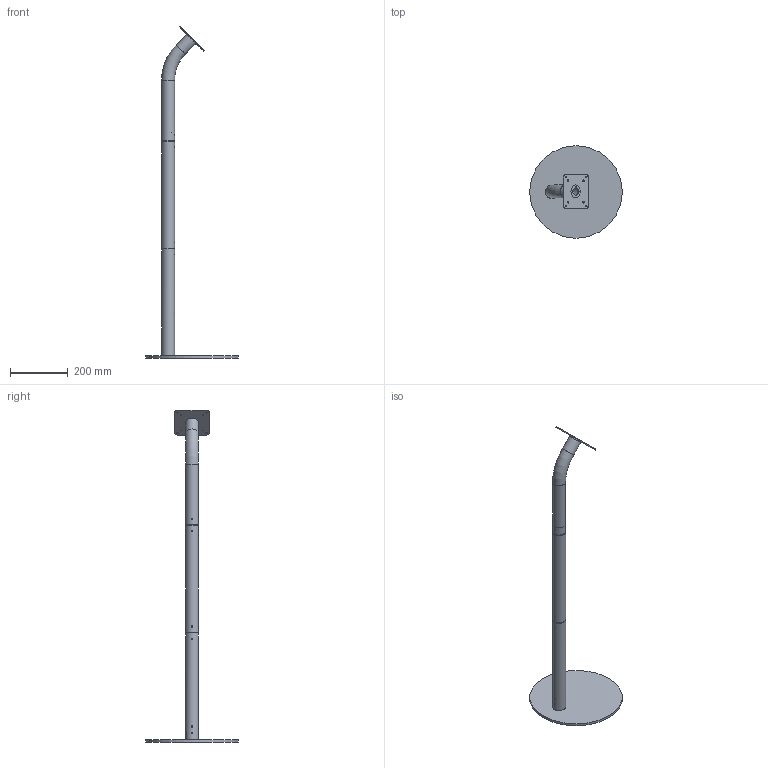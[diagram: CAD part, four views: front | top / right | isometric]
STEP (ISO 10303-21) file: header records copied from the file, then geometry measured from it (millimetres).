
FILE_DESCRIPTION(/* description */ (''),/* implementation_level */ '2;1');
FILE_NAME(/* name */ 'vb_vesa_mnt_ffs.step',/* time_stamp */ '2020-10-13T12:51:52-04:00',/* author */ ('NickC'),/* organization */ (''),/* preprocessor_version */ 'ST-DEVELOPER v17',/* originating_system */ 'Autodesk Inventor 2019',/* authorisation */ '');
FILE_SCHEMA (('AUTOMOTIVE_DESIGN { 1 0 10303 214 3 1 1 }'));
Length unit declared in the file: inch
Products named in the file (1): Part1
Bounding box: 320 x 320 x 1149.64 mm (x, y, z)
Volume: 1593269.4 mm3; surface area: 467172.4 mm2
Topology: 1 solids, 1 shells, 116 faces, 302 edges, 209 vertices
Faces by surface type: cylinder 62, plane 52, torus 2
Full cylindrical faces by diameter (mm): 3.5 x1, 4.5 x8, 5.2 x8, 25.95 x1, 41 x6, 45 x6, 320 x1
Entity records: 4330 total; most frequent: CARTESIAN_POINT 1301, DIRECTION 637, ORIENTED_EDGE 604, EDGE_CURVE 302, AXIS2_PLACEMENT_3D 249, VERTEX_POINT 209, EDGE_LOOP 155, LINE 139
